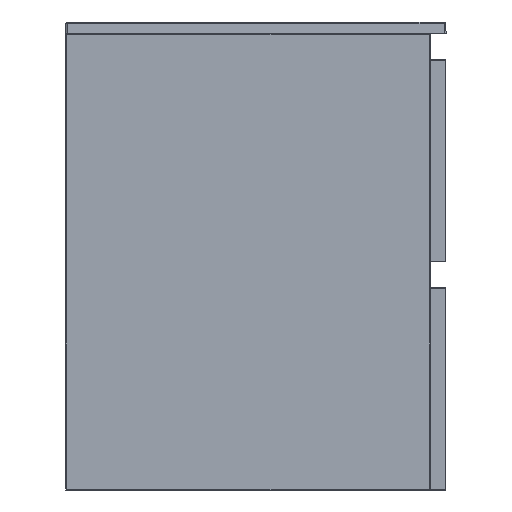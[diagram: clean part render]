
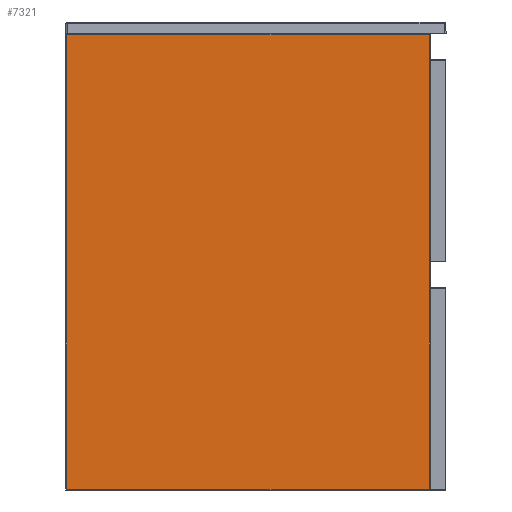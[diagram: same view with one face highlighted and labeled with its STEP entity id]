
A CAD part, left-side view. The second image highlights one B-rep face of the part: STEP entity #7321.
In plain terms, the highlighted face is planar.
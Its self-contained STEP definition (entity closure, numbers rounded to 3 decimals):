
#452=PLANE('',#7907);
#906=FACE_OUTER_BOUND('',#1330,.T.);
#1330=EDGE_LOOP('',(#6694,#6695,#6696,#6697));
#2168=LINE('',#34974,#3036);
#2172=LINE('',#34982,#3040);
#2175=LINE('',#34988,#3043);
#2178=LINE('',#34993,#3046);
#3036=VECTOR('',#9691,1.);
#3040=VECTOR('',#9697,1.);
#3043=VECTOR('',#9702,1.);
#3046=VECTOR('',#9707,1.);
#3774=VERTEX_POINT('',#34972);
#3775=VERTEX_POINT('',#34973);
#3778=VERTEX_POINT('',#34981);
#3780=VERTEX_POINT('',#34987);
#4746=EDGE_CURVE('',#3774,#3775,#2168,.T.);
#4750=EDGE_CURVE('',#3778,#3774,#2172,.T.);
#4753=EDGE_CURVE('',#3780,#3778,#2175,.T.);
#4756=EDGE_CURVE('',#3775,#3780,#2178,.T.);
#6694=ORIENTED_EDGE('',*,*,#4746,.F.);
#6695=ORIENTED_EDGE('',*,*,#4750,.F.);
#6696=ORIENTED_EDGE('',*,*,#4753,.F.);
#6697=ORIENTED_EDGE('',*,*,#4756,.F.);
#7321=ADVANCED_FACE('',(#906),#452,.T.);
#7907=AXIS2_PLACEMENT_3D('',#34995,#9709,#9710);
#9691=DIRECTION('',(0.,-1.,0.));
#9697=DIRECTION('',(0.,0.,-1.));
#9702=DIRECTION('',(0.,1.,0.));
#9707=DIRECTION('',(0.,0.,1.));
#9709=DIRECTION('center_axis',(1.,0.,0.));
#9710=DIRECTION('ref_axis',(0.,0.,-1.));
#34972=CARTESIAN_POINT('',(3658.712,-1.,-864.));
#34973=CARTESIAN_POINT('',(3658.712,-430.,-864.));
#34974=CARTESIAN_POINT('',(3658.712,-108.25,-864.));
#34981=CARTESIAN_POINT('',(3658.712,-1.,-326.));
#34982=CARTESIAN_POINT('',(3658.712,-1.,-460.5));
#34987=CARTESIAN_POINT('',(3658.712,-430.,-326.));
#34988=CARTESIAN_POINT('',(3658.712,-322.75,-326.));
#34993=CARTESIAN_POINT('',(3658.712,-430.,-729.5));
#34995=CARTESIAN_POINT('Origin',(3658.712,-215.5,-595.));
